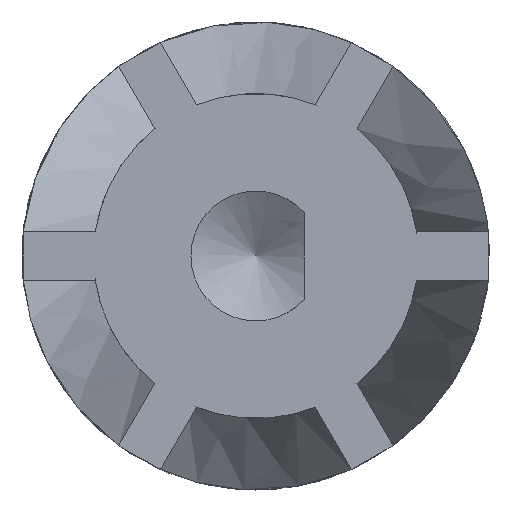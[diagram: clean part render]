
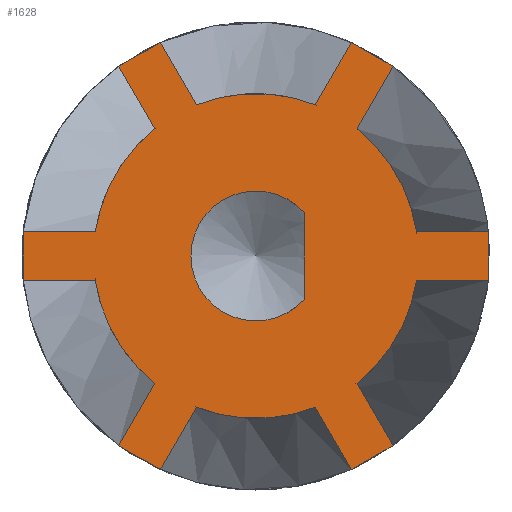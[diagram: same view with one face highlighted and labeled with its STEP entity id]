
A CAD part, front view. The second image highlights one B-rep face of the part: STEP entity #1628.
In plain terms, the highlighted planar face has unit normal (0, -1, 0).
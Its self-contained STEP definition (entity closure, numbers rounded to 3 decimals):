
#55=PLANE('',#1754);
#59=FACE_BOUND('',#475,.T.);
#64=LINE('',#2159,#150);
#65=LINE('',#2186,#151);
#66=LINE('',#2243,#152);
#69=LINE('',#2444,#155);
#72=LINE('',#2463,#158);
#81=LINE('',#2598,#167);
#82=LINE('',#2648,#168);
#83=LINE('',#2685,#169);
#87=LINE('',#2762,#173);
#88=LINE('',#2812,#174);
#89=LINE('',#2849,#175);
#92=LINE('',#2918,#178);
#93=LINE('',#2960,#179);
#97=LINE('',#3037,#183);
#98=LINE('',#3087,#184);
#99=LINE('',#3124,#185);
#103=LINE('',#3201,#189);
#104=LINE('',#3251,#190);
#105=LINE('',#3288,#191);
#150=VECTOR('',#1767,10.);
#151=VECTOR('',#1768,10.);
#152=VECTOR('',#1769,10.);
#155=VECTOR('',#1788,10.);
#158=VECTOR('',#1793,10.);
#167=VECTOR('',#1818,10.);
#168=VECTOR('',#1819,10.);
#169=VECTOR('',#1820,10.);
#173=VECTOR('',#1828,10.);
#174=VECTOR('',#1829,10.);
#175=VECTOR('',#1830,10.);
#178=VECTOR('',#1837,10.);
#179=VECTOR('',#1838,10.);
#183=VECTOR('',#1846,10.);
#184=VECTOR('',#1847,10.);
#185=VECTOR('',#1848,10.);
#189=VECTOR('',#1856,10.);
#190=VECTOR('',#1857,10.);
#191=VECTOR('',#1858,10.);
#377=FACE_OUTER_BOUND('',#474,.T.);
#474=EDGE_LOOP('',(#1480,#1481,#1482,#1483,#1484,#1485,#1486,#1487,#1488,
#1489,#1490,#1491,#1492,#1493,#1494,#1495,#1496,#1497,#1498,#1499,#1500,
#1501,#1502,#1503));
#475=EDGE_LOOP('',(#1504,#1505));
#484=CIRCLE('',#1654,2.7);
#491=CIRCLE('',#1668,6.75);
#492=CIRCLE('',#1669,6.75);
#493=CIRCLE('',#1670,6.75);
#494=CIRCLE('',#1671,6.75);
#495=CIRCLE('',#1672,6.75);
#496=CIRCLE('',#1673,6.75);
#629=VERTEX_POINT('',#2152);
#630=VERTEX_POINT('',#2158);
#631=VERTEX_POINT('',#2185);
#634=VERTEX_POINT('',#2242);
#649=VERTEX_POINT('',#2434);
#651=VERTEX_POINT('',#2443);
#654=VERTEX_POINT('',#2460);
#655=VERTEX_POINT('',#2462);
#666=VERTEX_POINT('',#2589);
#667=VERTEX_POINT('',#2597);
#668=VERTEX_POINT('',#2640);
#669=VERTEX_POINT('',#2677);
#676=VERTEX_POINT('',#2753);
#677=VERTEX_POINT('',#2761);
#678=VERTEX_POINT('',#2804);
#679=VERTEX_POINT('',#2841);
#683=VERTEX_POINT('',#2909);
#684=VERTEX_POINT('',#2917);
#691=VERTEX_POINT('',#3028);
#692=VERTEX_POINT('',#3036);
#693=VERTEX_POINT('',#3079);
#694=VERTEX_POINT('',#3116);
#701=VERTEX_POINT('',#3192);
#702=VERTEX_POINT('',#3200);
#703=VERTEX_POINT('',#3243);
#704=VERTEX_POINT('',#3280);
#784=EDGE_CURVE('',#629,#630,#64,.T.);
#786=EDGE_CURVE('',#630,#631,#65,.T.);
#791=EDGE_CURVE('',#631,#634,#66,.T.);
#813=EDGE_CURVE('',#649,#651,#69,.T.);
#818=EDGE_CURVE('',#655,#654,#72,.T.);
#824=EDGE_CURVE('',#654,#655,#484,.T.);
#838=EDGE_CURVE('',#666,#667,#81,.T.);
#841=EDGE_CURVE('',#668,#666,#82,.T.);
#843=EDGE_CURVE('',#669,#668,#83,.T.);
#852=EDGE_CURVE('',#676,#677,#87,.T.);
#855=EDGE_CURVE('',#678,#676,#88,.T.);
#857=EDGE_CURVE('',#679,#678,#89,.T.);
#864=EDGE_CURVE('',#683,#684,#92,.T.);
#866=EDGE_CURVE('',#651,#683,#93,.T.);
#875=EDGE_CURVE('',#691,#692,#97,.T.);
#878=EDGE_CURVE('',#693,#691,#98,.T.);
#880=EDGE_CURVE('',#694,#693,#99,.T.);
#889=EDGE_CURVE('',#701,#702,#103,.T.);
#892=EDGE_CURVE('',#703,#701,#104,.T.);
#894=EDGE_CURVE('',#704,#703,#105,.T.);
#895=EDGE_CURVE('',#704,#634,#491,.T.);
#896=EDGE_CURVE('',#694,#702,#492,.T.);
#897=EDGE_CURVE('',#649,#692,#493,.T.);
#898=EDGE_CURVE('',#679,#684,#494,.T.);
#899=EDGE_CURVE('',#669,#677,#495,.T.);
#900=EDGE_CURVE('',#629,#667,#496,.T.);
#1480=ORIENTED_EDGE('',*,*,#895,.T.);
#1481=ORIENTED_EDGE('',*,*,#791,.F.);
#1482=ORIENTED_EDGE('',*,*,#786,.F.);
#1483=ORIENTED_EDGE('',*,*,#784,.F.);
#1484=ORIENTED_EDGE('',*,*,#900,.T.);
#1485=ORIENTED_EDGE('',*,*,#838,.F.);
#1486=ORIENTED_EDGE('',*,*,#841,.F.);
#1487=ORIENTED_EDGE('',*,*,#843,.F.);
#1488=ORIENTED_EDGE('',*,*,#899,.T.);
#1489=ORIENTED_EDGE('',*,*,#852,.F.);
#1490=ORIENTED_EDGE('',*,*,#855,.F.);
#1491=ORIENTED_EDGE('',*,*,#857,.F.);
#1492=ORIENTED_EDGE('',*,*,#898,.T.);
#1493=ORIENTED_EDGE('',*,*,#864,.F.);
#1494=ORIENTED_EDGE('',*,*,#866,.F.);
#1495=ORIENTED_EDGE('',*,*,#813,.F.);
#1496=ORIENTED_EDGE('',*,*,#897,.T.);
#1497=ORIENTED_EDGE('',*,*,#875,.F.);
#1498=ORIENTED_EDGE('',*,*,#878,.F.);
#1499=ORIENTED_EDGE('',*,*,#880,.F.);
#1500=ORIENTED_EDGE('',*,*,#896,.T.);
#1501=ORIENTED_EDGE('',*,*,#889,.F.);
#1502=ORIENTED_EDGE('',*,*,#892,.F.);
#1503=ORIENTED_EDGE('',*,*,#894,.F.);
#1504=ORIENTED_EDGE('',*,*,#824,.T.);
#1505=ORIENTED_EDGE('',*,*,#818,.T.);
#1628=ADVANCED_FACE('',(#377,#59),#55,.F.);
#1654=AXIS2_PLACEMENT_3D('',#2475,#1803,#1804);
#1668=AXIS2_PLACEMENT_3D('',#3290,#1861,#1862);
#1669=AXIS2_PLACEMENT_3D('',#3291,#1863,#1864);
#1670=AXIS2_PLACEMENT_3D('',#3292,#1865,#1866);
#1671=AXIS2_PLACEMENT_3D('',#3293,#1867,#1868);
#1672=AXIS2_PLACEMENT_3D('',#3294,#1869,#1870);
#1673=AXIS2_PLACEMENT_3D('',#3295,#1871,#1872);
#1754=AXIS2_PLACEMENT_3D('',#4025,#2073,#2074);
#1767=DIRECTION('',(0.5,0.,0.866));
#1768=DIRECTION('',(0.866,0.,-0.5));
#1769=DIRECTION('',(-0.5,0.,-0.866));
#1788=DIRECTION('',(-0.5,0.,-0.866));
#1793=DIRECTION('',(0.,0.,-1.));
#1803=DIRECTION('center_axis',(0.,1.,0.));
#1804=DIRECTION('ref_axis',(1.,0.,0.));
#1818=DIRECTION('',(0.5,0.,-0.866));
#1819=DIRECTION('',(0.866,0.,0.5));
#1820=DIRECTION('',(-0.5,0.,0.866));
#1828=DIRECTION('',(1.,0.,0.));
#1829=DIRECTION('',(0.,0.,1.));
#1830=DIRECTION('',(-1.,0.,0.));
#1837=DIRECTION('',(0.5,0.,0.866));
#1838=DIRECTION('',(-0.866,0.,0.5));
#1846=DIRECTION('',(-0.5,0.,0.866));
#1847=DIRECTION('',(-0.866,0.,-0.5));
#1848=DIRECTION('',(0.5,0.,-0.866));
#1856=DIRECTION('',(-1.,0.,0.));
#1857=DIRECTION('',(0.,0.,-1.));
#1858=DIRECTION('',(1.,0.,0.));
#1861=DIRECTION('center_axis',(0.,-1.,0.));
#1862=DIRECTION('ref_axis',(1.,0.,0.));
#1863=DIRECTION('center_axis',(0.,-1.,0.));
#1864=DIRECTION('ref_axis',(1.,0.,0.));
#1865=DIRECTION('center_axis',(0.,-1.,0.));
#1866=DIRECTION('ref_axis',(1.,0.,0.));
#1867=DIRECTION('center_axis',(0.,-1.,0.));
#1868=DIRECTION('ref_axis',(1.,0.,0.));
#1869=DIRECTION('center_axis',(0.,-1.,0.));
#1870=DIRECTION('ref_axis',(1.,0.,0.));
#1871=DIRECTION('center_axis',(0.,-1.,0.));
#1872=DIRECTION('ref_axis',(1.,0.,0.));
#2073=DIRECTION('center_axis',(0.,1.,0.));
#2074=DIRECTION('ref_axis',(0.,0.,1.));
#2152=CARTESIAN_POINT('',(2.472,0.,6.281));
#2158=CARTESIAN_POINT('',(3.972,0.,8.879));
#2159=CARTESIAN_POINT('',(2.472,0.,6.281));
#2185=CARTESIAN_POINT('',(5.704,0.,7.879));
#2186=CARTESIAN_POINT('',(3.972,0.,8.879));
#2242=CARTESIAN_POINT('',(4.204,0.,5.281));
#2243=CARTESIAN_POINT('',(5.704,0.,7.879));
#2434=CARTESIAN_POINT('',(-2.472,0.,-6.281));
#2443=CARTESIAN_POINT('',(-3.972,0.,-8.879));
#2444=CARTESIAN_POINT('',(-2.472,0.,-6.281));
#2460=CARTESIAN_POINT('',(2.02,0.,-1.792));
#2462=CARTESIAN_POINT('',(2.02,0.,1.792));
#2463=CARTESIAN_POINT('',(2.02,0.,1.792));
#2475=CARTESIAN_POINT('Origin',(0.,0.,0.));
#2589=CARTESIAN_POINT('',(-3.972,0.,8.879));
#2597=CARTESIAN_POINT('',(-2.472,0.,6.281));
#2598=CARTESIAN_POINT('',(-3.972,0.,8.879));
#2640=CARTESIAN_POINT('',(-5.704,0.,7.879));
#2648=CARTESIAN_POINT('',(-5.704,0.,7.879));
#2677=CARTESIAN_POINT('',(-4.204,0.,5.281));
#2685=CARTESIAN_POINT('',(-4.204,0.,5.281));
#2753=CARTESIAN_POINT('',(-9.676,0.,1.));
#2761=CARTESIAN_POINT('',(-6.676,0.,1.));
#2762=CARTESIAN_POINT('',(-9.676,0.,1.));
#2804=CARTESIAN_POINT('',(-9.676,0.,-1.));
#2812=CARTESIAN_POINT('',(-9.676,0.,-1.));
#2841=CARTESIAN_POINT('',(-6.676,0.,-1.));
#2849=CARTESIAN_POINT('',(-6.676,0.,-1.));
#2909=CARTESIAN_POINT('',(-5.704,0.,-7.879));
#2917=CARTESIAN_POINT('',(-4.204,0.,-5.281));
#2918=CARTESIAN_POINT('',(-5.704,0.,-7.879));
#2960=CARTESIAN_POINT('',(-3.972,0.,-8.879));
#3028=CARTESIAN_POINT('',(3.972,0.,-8.879));
#3036=CARTESIAN_POINT('',(2.472,0.,-6.281));
#3037=CARTESIAN_POINT('',(3.972,0.,-8.879));
#3079=CARTESIAN_POINT('',(5.704,0.,-7.879));
#3087=CARTESIAN_POINT('',(5.704,0.,-7.879));
#3116=CARTESIAN_POINT('',(4.204,0.,-5.281));
#3124=CARTESIAN_POINT('',(4.204,0.,-5.281));
#3192=CARTESIAN_POINT('',(9.676,0.,-1.));
#3200=CARTESIAN_POINT('',(6.676,0.,-1.));
#3201=CARTESIAN_POINT('',(9.676,0.,-1.));
#3243=CARTESIAN_POINT('',(9.676,0.,1.));
#3251=CARTESIAN_POINT('',(9.676,0.,1.));
#3280=CARTESIAN_POINT('',(6.676,0.,1.));
#3288=CARTESIAN_POINT('',(6.676,0.,1.));
#3290=CARTESIAN_POINT('Origin',(0.,0.,0.));
#3291=CARTESIAN_POINT('Origin',(0.,0.,0.));
#3292=CARTESIAN_POINT('Origin',(0.,0.,0.));
#3293=CARTESIAN_POINT('Origin',(0.,0.,0.));
#3294=CARTESIAN_POINT('Origin',(0.,0.,0.));
#3295=CARTESIAN_POINT('Origin',(0.,0.,0.));
#4025=CARTESIAN_POINT('Origin',(0.,0.,0.));
